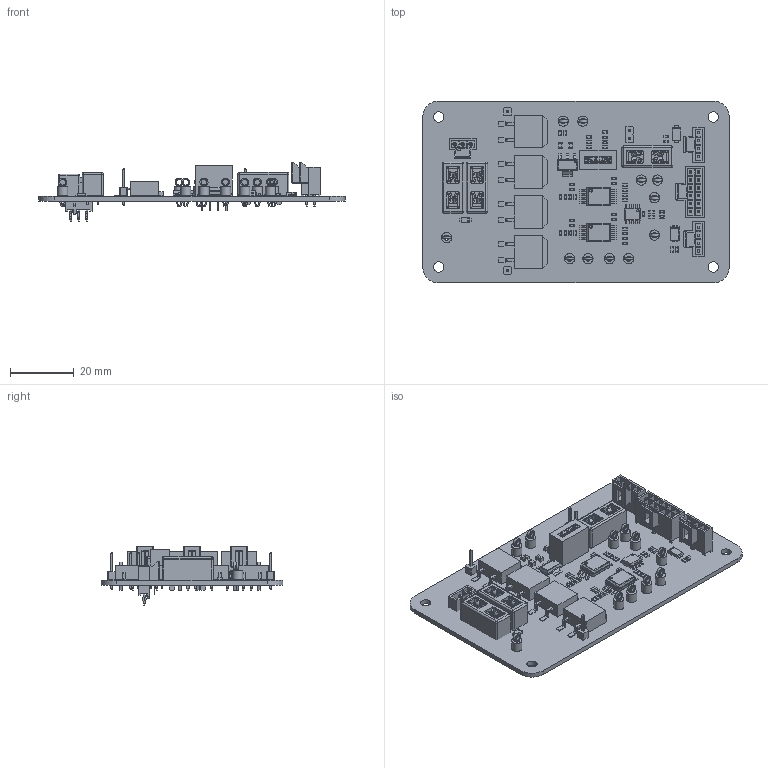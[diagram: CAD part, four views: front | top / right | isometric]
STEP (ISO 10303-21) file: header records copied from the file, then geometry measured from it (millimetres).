
FILE_DESCRIPTION(('KiCad electronic assembly'),'2;1');
FILE_NAME('ActivePrecharge RevB.step','2026-01-13T15:52:44',('Pcbnew'),( 'Kicad'),'Open CASCADE STEP processor 7.9','KiCad to STEP converter' ,'Unknown');
FILE_SCHEMA(('AUTOMOTIVE_DESIGN { 1 0 10303 214 1 1 1 1 }'));
Length unit declared in the file: millimetre
Products named in the file (36): ActivePrecharge RevB 1; TestPoint_Keystone_5005-5009_Compact; C_0603_1608Metric; kicad_embedded_ECF8E0FCA797DEEFD1F6B982F2CD0729; R_0603_1608Metric; LED_0603_1608Metric; kicad_embedded_7D1E609F650C126ACB5D17C8A65A77F1; F3568-1; 3557_rev.C; PinHeader_1x01_P2.54mm_Vertical; C_0805_2012Metric; kicad_embedded_1D18DE29AEB2844DA71A8465699FF6A3; SOLID; COMPOUND; SOIC-8_3.9x4.9mm_P1.27mm; PinHeader_1x02_P2.54mm_Vertical; kicad_embedded_39E7EBC8D27AA9F2D980E3E188F9D6C8; kicad_embedded_B5B7D099CEC3F8C2A20EE51ADA753414; BODY-SOIC; LEAD-DWV0008A; ActivePrecharge RevB 1.37; kicad_embedded_CE96924EEA0A825F2D1BBDAB1C330AA7; VSSAF3L45HM3AH--3DModel-STEP-269445; 1053091103; kicad_embedded_C7FD7FABB3ACC265E0EAD5D2A07B7CB2; RM_potting; RM_case; RM_pin3(-Vout); RM_pin1(-Vin); RM_pin2(+Vin); RM_pin4(+Vout); ActivePrecharge RevB_PCB
Assembly tree (102 placements, depth 3):
  ActivePrecharge RevB 1
    TestPoint_Keystone_5005-5009_Compact  x11
    C_0603_1608Metric  x18
    kicad_embedded_ECF8E0FCA797DEEFD1F6B982F2CD0729  x4
    R_0603_1608Metric  x19
    LED_0603_1608Metric  x5
    kicad_embedded_7D1E609F650C126ACB5D17C8A65A77F1  x3
      F3568-1
      3557_rev.C
    PinHeader_1x01_P2.54mm_Vertical  x2
    C_0805_2012Metric  x2
    kicad_embedded_1D18DE29AEB2844DA71A8465699FF6A3  x2
      SOLID
      COMPOUND
    SOIC-8_3.9x4.9mm_P1.27mm
    PinHeader_1x02_P2.54mm_Vertical
    kicad_embedded_39E7EBC8D27AA9F2D980E3E188F9D6C8
    kicad_embedded_B5B7D099CEC3F8C2A20EE51ADA753414  x2
      BODY-SOIC
      LEAD-DWV0008A
    ActivePrecharge RevB 1.37
    kicad_embedded_CE96924EEA0A825F2D1BBDAB1C330AA7
      SOLID
      COMPOUND
    VSSAF3L45HM3AH--3DModel-STEP-269445  x2
    1053091103
      SOLID
      COMPOUND
    kicad_embedded_C7FD7FABB3ACC265E0EAD5D2A07B7CB2
      RM_potting
      RM_case
      RM_pin3(-Vout)
      RM_pin1(-Vin)
      RM_pin2(+Vin)
      RM_pin4(+Vout)
    ActivePrecharge RevB_PCB
Bounding box: 96 x 57 x 18.51 mm (x, y, z)
Volume: 13654.2 mm3; surface area: 23829 mm2
Topology: 132 solids, 132 shells, 4659 faces, 11665 edges, 7455 vertices
Faces by surface type: plane 3439, cylinder 1056, sphere 92, torus 24, revolution 24, bspline 16, cone 8
Full cylindrical faces by diameter (mm): 0.83 x4, 1 x4, 1.2 x23, 1.3 x4, 1.6 x34, 3.18 x11, 3.2 x4
Entity records: 58097 total; most frequent: CARTESIAN_POINT 9566, DIRECTION 8826, ORIENTED_EDGE 8815, EDGE_CURVE 4408, LINE 3644, VECTOR 3644, VERTEX_POINT 2805, AXIS2_PLACEMENT_3D 2589
